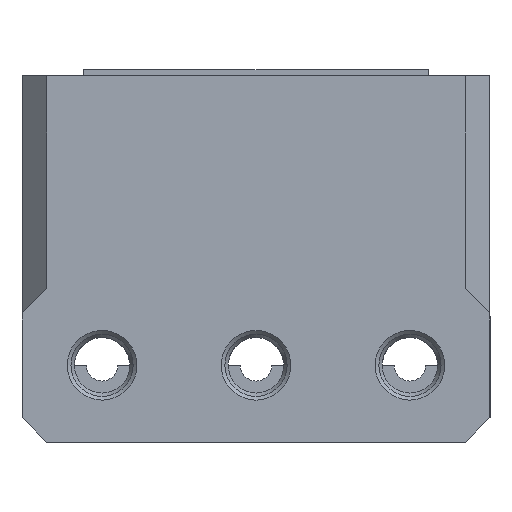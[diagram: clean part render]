
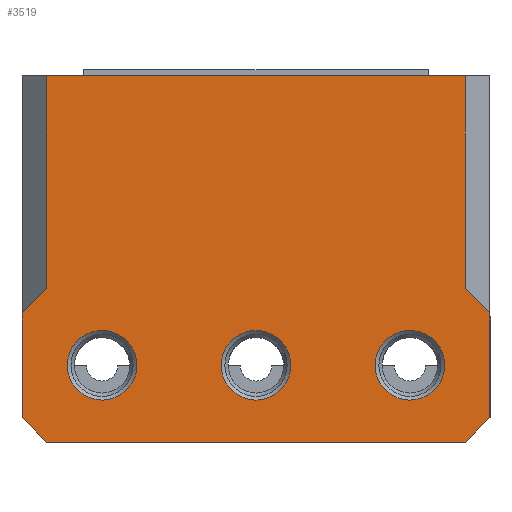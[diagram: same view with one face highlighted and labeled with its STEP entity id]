
A CAD part, left-side view. The second image highlights one B-rep face of the part: STEP entity #3519.
In plain terms, the highlighted planar face has unit normal (-1, 0, 0).
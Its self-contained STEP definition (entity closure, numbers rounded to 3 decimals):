
#108=CIRCLE('',#3761,2.825);
#111=CIRCLE('',#3765,2.825);
#112=CIRCLE('',#3766,2.825);
#186=FACE_BOUND('',#602,.T.);
#187=FACE_BOUND('',#603,.T.);
#188=FACE_BOUND('',#604,.T.);
#234=PLANE('',#3764);
#400=FACE_OUTER_BOUND('',#601,.T.);
#601=EDGE_LOOP('',(#2863,#2864,#2865,#2866,#2867,#2868,#2869,#2870,#2871,
#2872));
#602=EDGE_LOOP('',(#2873));
#603=EDGE_LOOP('',(#2874));
#604=EDGE_LOOP('',(#2875));
#808=LINE('',#5496,#1168);
#901=LINE('',#5793,#1261);
#902=LINE('',#5795,#1262);
#903=LINE('',#5797,#1263);
#904=LINE('',#5799,#1264);
#905=LINE('',#5801,#1265);
#906=LINE('',#5803,#1266);
#907=LINE('',#5805,#1267);
#908=LINE('',#5807,#1268);
#909=LINE('',#5808,#1269);
#1168=VECTOR('',#4064,10.);
#1261=VECTOR('',#4353,10.);
#1262=VECTOR('',#4354,10.);
#1263=VECTOR('',#4355,10.);
#1264=VECTOR('',#4356,10.);
#1265=VECTOR('',#4357,10.);
#1266=VECTOR('',#4358,10.);
#1267=VECTOR('',#4359,10.);
#1268=VECTOR('',#4360,10.);
#1269=VECTOR('',#4361,10.);
#1590=VERTEX_POINT('',#5493);
#1591=VERTEX_POINT('',#5495);
#1694=VERTEX_POINT('',#5784);
#1697=VERTEX_POINT('',#5792);
#1698=VERTEX_POINT('',#5794);
#1699=VERTEX_POINT('',#5796);
#1700=VERTEX_POINT('',#5798);
#1701=VERTEX_POINT('',#5800);
#1702=VERTEX_POINT('',#5802);
#1703=VERTEX_POINT('',#5804);
#1704=VERTEX_POINT('',#5806);
#1705=VERTEX_POINT('',#5809);
#1706=VERTEX_POINT('',#5811);
#1971=EDGE_CURVE('',#1590,#1591,#808,.T.);
#2117=EDGE_CURVE('',#1694,#1694,#108,.T.);
#2121=EDGE_CURVE('',#1590,#1697,#901,.T.);
#2122=EDGE_CURVE('',#1698,#1697,#902,.T.);
#2123=EDGE_CURVE('',#1699,#1698,#903,.T.);
#2124=EDGE_CURVE('',#1700,#1699,#904,.T.);
#2125=EDGE_CURVE('',#1700,#1701,#905,.T.);
#2126=EDGE_CURVE('',#1702,#1701,#906,.T.);
#2127=EDGE_CURVE('',#1703,#1702,#907,.T.);
#2128=EDGE_CURVE('',#1704,#1703,#908,.T.);
#2129=EDGE_CURVE('',#1591,#1704,#909,.T.);
#2130=EDGE_CURVE('',#1705,#1705,#111,.T.);
#2131=EDGE_CURVE('',#1706,#1706,#112,.T.);
#2863=ORIENTED_EDGE('',*,*,#2121,.T.);
#2864=ORIENTED_EDGE('',*,*,#2122,.F.);
#2865=ORIENTED_EDGE('',*,*,#2123,.F.);
#2866=ORIENTED_EDGE('',*,*,#2124,.F.);
#2867=ORIENTED_EDGE('',*,*,#2125,.T.);
#2868=ORIENTED_EDGE('',*,*,#2126,.F.);
#2869=ORIENTED_EDGE('',*,*,#2127,.F.);
#2870=ORIENTED_EDGE('',*,*,#2128,.F.);
#2871=ORIENTED_EDGE('',*,*,#2129,.F.);
#2872=ORIENTED_EDGE('',*,*,#1971,.F.);
#2873=ORIENTED_EDGE('',*,*,#2130,.F.);
#2874=ORIENTED_EDGE('',*,*,#2131,.F.);
#2875=ORIENTED_EDGE('',*,*,#2117,.F.);
#3519=ADVANCED_FACE('',(#400,#186,#187,#188),#234,.T.);
#3761=AXIS2_PLACEMENT_3D('',#5785,#4344,#4345);
#3764=AXIS2_PLACEMENT_3D('',#5791,#4351,#4352);
#3765=AXIS2_PLACEMENT_3D('',#5810,#4362,#4363);
#3766=AXIS2_PLACEMENT_3D('',#5812,#4364,#4365);
#4064=DIRECTION('',(0.,-1.,0.));
#4344=DIRECTION('center_axis',(-1.,0.,0.));
#4345=DIRECTION('ref_axis',(0.,-1.,0.));
#4351=DIRECTION('center_axis',(-1.,0.,0.));
#4352=DIRECTION('ref_axis',(0.,0.,1.));
#4353=DIRECTION('',(0.,0.,-1.));
#4354=DIRECTION('',(0.,-0.707,0.707));
#4355=DIRECTION('',(0.,0.,1.));
#4356=DIRECTION('',(0.,0.707,0.707));
#4357=DIRECTION('',(0.,-1.,0.));
#4358=DIRECTION('',(0.,0.707,-0.707));
#4359=DIRECTION('',(0.,0.,-1.));
#4360=DIRECTION('',(0.,-0.707,-0.707));
#4361=DIRECTION('',(0.,0.,-1.));
#4362=DIRECTION('center_axis',(-1.,0.,0.));
#4363=DIRECTION('ref_axis',(0.,-1.,0.));
#4364=DIRECTION('center_axis',(-1.,0.,0.));
#4365=DIRECTION('ref_axis',(0.,-1.,0.));
#5493=CARTESIAN_POINT('',(14.625,17.,14.75));
#5495=CARTESIAN_POINT('',(14.625,-17.,14.75));
#5496=CARTESIAN_POINT('',(14.625,17.,14.75));
#5784=CARTESIAN_POINT('',(14.625,-9.675,-8.75));
#5785=CARTESIAN_POINT('Origin',(14.625,-12.5,-8.75));
#5791=CARTESIAN_POINT('Origin',(14.625,0.,-15.));
#5792=CARTESIAN_POINT('',(14.625,17.,-2.5));
#5793=CARTESIAN_POINT('',(14.625,17.,14.25));
#5794=CARTESIAN_POINT('',(14.625,19.,-4.5));
#5795=CARTESIAN_POINT('',(14.625,16.375,-1.875));
#5796=CARTESIAN_POINT('',(14.625,19.,-13.));
#5797=CARTESIAN_POINT('',(14.625,19.,-15.));
#5798=CARTESIAN_POINT('',(14.625,17.,-15.));
#5799=CARTESIAN_POINT('',(14.625,13.25,-18.75));
#5800=CARTESIAN_POINT('',(14.625,-17.,-15.));
#5801=CARTESIAN_POINT('',(14.625,0.,-15.));
#5802=CARTESIAN_POINT('',(14.625,-19.,-13.));
#5803=CARTESIAN_POINT('',(14.625,-13.25,-18.75));
#5804=CARTESIAN_POINT('',(14.625,-19.,-4.5));
#5805=CARTESIAN_POINT('',(14.625,-19.,-15.));
#5806=CARTESIAN_POINT('',(14.625,-17.,-2.5));
#5807=CARTESIAN_POINT('',(14.625,-16.375,-1.875));
#5808=CARTESIAN_POINT('',(14.625,-17.,2.75));
#5809=CARTESIAN_POINT('',(14.625,2.825,-8.75));
#5810=CARTESIAN_POINT('Origin',(14.625,0.,-8.75));
#5811=CARTESIAN_POINT('',(14.625,15.325,-8.75));
#5812=CARTESIAN_POINT('Origin',(14.625,12.5,-8.75));
